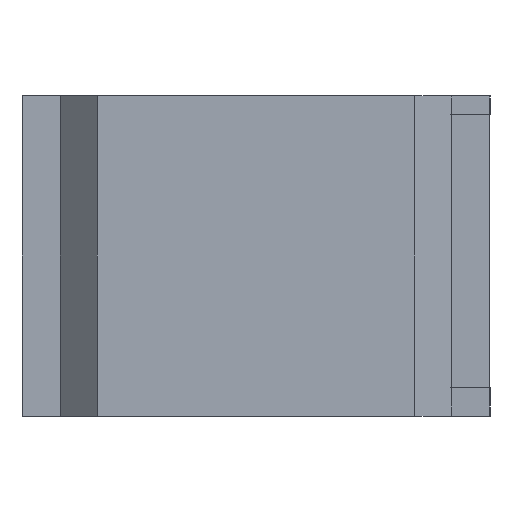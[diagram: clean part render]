
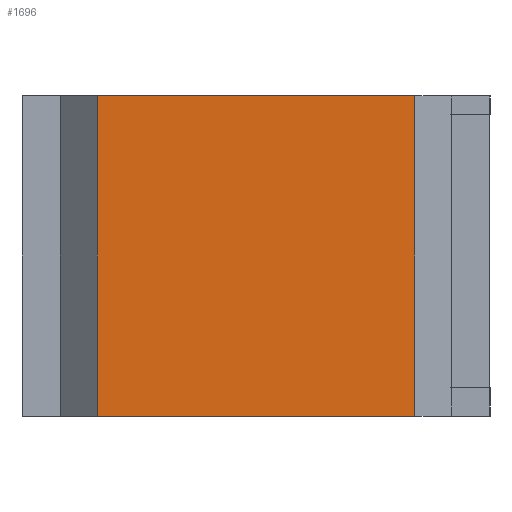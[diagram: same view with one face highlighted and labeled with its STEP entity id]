
A CAD part, front view. The second image highlights one B-rep face of the part: STEP entity #1696.
In plain terms, the highlighted planar face has unit normal (0, -1, 0).
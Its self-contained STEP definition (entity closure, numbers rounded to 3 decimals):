
#136=PLANE('',#1840);
#216=FACE_OUTER_BOUND('',#316,.T.);
#316=EDGE_LOOP('',(#1590,#1591,#1592,#1593));
#403=LINE('',#2487,#593);
#407=LINE('',#2496,#597);
#424=LINE('',#2529,#614);
#450=LINE('',#2580,#640);
#593=VECTOR('',#1999,10.);
#597=VECTOR('',#2005,10.);
#614=VECTOR('',#2026,10.);
#640=VECTOR('',#2062,10.);
#823=VERTEX_POINT('',#2481);
#825=VERTEX_POINT('',#2485);
#827=VERTEX_POINT('',#2490);
#829=VERTEX_POINT('',#2494);
#996=EDGE_CURVE('',#823,#825,#403,.T.);
#1000=EDGE_CURVE('',#829,#827,#407,.T.);
#1017=EDGE_CURVE('',#823,#829,#424,.T.);
#1046=EDGE_CURVE('',#827,#825,#450,.T.);
#1590=ORIENTED_EDGE('',*,*,#1046,.F.);
#1591=ORIENTED_EDGE('',*,*,#1000,.F.);
#1592=ORIENTED_EDGE('',*,*,#1017,.F.);
#1593=ORIENTED_EDGE('',*,*,#996,.T.);
#1696=ADVANCED_FACE('',(#216),#136,.T.);
#1840=AXIS2_PLACEMENT_3D('',#2749,#2278,#2279);
#1999=DIRECTION('',(0.,0.,1.));
#2005=DIRECTION('',(0.,0.,1.));
#2026=DIRECTION('',(-1.,0.,0.));
#2062=DIRECTION('',(1.,0.,0.));
#2278=DIRECTION('center_axis',(0.,-1.,0.));
#2279=DIRECTION('ref_axis',(1.,0.,0.));
#2481=CARTESIAN_POINT('',(16.87,-24.85,-1.));
#2485=CARTESIAN_POINT('',(16.87,-24.85,33.));
#2487=CARTESIAN_POINT('',(16.87,-24.85,-1.));
#2490=CARTESIAN_POINT('',(-16.87,-24.85,33.));
#2494=CARTESIAN_POINT('',(-16.87,-24.85,-1.));
#2496=CARTESIAN_POINT('',(-16.87,-24.85,-1.));
#2529=CARTESIAN_POINT('',(16.87,-24.85,-1.));
#2580=CARTESIAN_POINT('',(-9.857,-24.85,33.));
#2749=CARTESIAN_POINT('Origin',(-16.87,-24.85,-1.));
